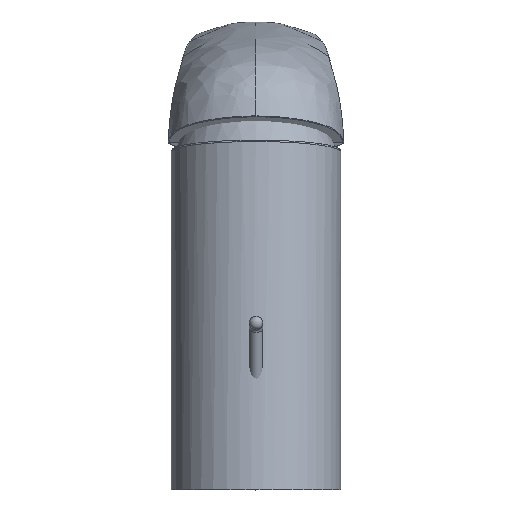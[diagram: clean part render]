
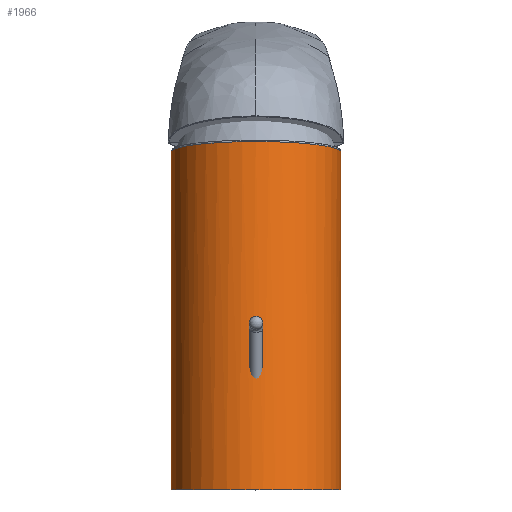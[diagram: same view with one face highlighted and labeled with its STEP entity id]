
A CAD part, left-side view. The second image highlights one B-rep face of the part: STEP entity #1966.
In plain terms, the highlighted cylindrical face has radius 25 mm (diameter 50 mm), a partial arc.
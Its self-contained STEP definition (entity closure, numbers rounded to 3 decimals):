
#218=B_SPLINE_CURVE_WITH_KNOTS('',3,(#7479,#7480,#7481,#7482),
 .UNSPECIFIED.,.F.,.F.,(4,4),(0.006,0.99),
 .UNSPECIFIED.);
#224=B_SPLINE_CURVE_WITH_KNOTS('',3,(#7626,#7627,#7628,#7629),
 .UNSPECIFIED.,.F.,.F.,(4,4),(0.,1.),.UNSPECIFIED.);
#227=B_SPLINE_CURVE_WITH_KNOTS('',3,(#7661,#7662,#7663,#7664,#7665,#7666,
#7667,#7668,#7669,#7670,#7671,#7672,#7673,#7674,#7675,#7676,#7677,#7678,
#7679,#7680,#7681),.UNSPECIFIED.,.F.,.F.,(4,1,1,1,1,1,1,1,1,1,1,1,1,1,1,
1,1,1,4),(-0.039,-0.034,-0.029,-0.024,
-0.02,-0.015,-0.012,-0.01,
-0.005,0.,0.005,0.01,
0.015,0.02,0.024,0.027,
0.029,0.034,0.039),.UNSPECIFIED.);
#389=ELLIPSE('',#2888,25.188,25.);
#842=ORIENTED_EDGE('',*,*,#1145,.F.);
#843=ORIENTED_EDGE('',*,*,#1142,.F.);
#844=ORIENTED_EDGE('',*,*,#1146,.T.);
#845=ORIENTED_EDGE('',*,*,#1136,.T.);
#1136=EDGE_CURVE('',#1334,#1335,#218,.T.);
#1142=EDGE_CURVE('',#1338,#1339,#224,.F.);
#1145=EDGE_CURVE('',#1339,#1335,#389,.F.);
#1146=EDGE_CURVE('',#1338,#1334,#227,.T.);
#1334=VERTEX_POINT('',#7483);
#1335=VERTEX_POINT('',#7484);
#1338=VERTEX_POINT('',#7625);
#1339=VERTEX_POINT('',#7630);
#1604=EDGE_LOOP('',(#842,#843,#844,#845));
#1797=FACE_BOUND('',#1604,.T.);
#1839=CYLINDRICAL_SURFACE('',#2887,25.);
#1966=ADVANCED_FACE('',(#1797),#1839,.T.);
#2887=AXIS2_PLACEMENT_3D('',#7659,#3296,#3297);
#2888=AXIS2_PLACEMENT_3D('',#7660,#3298,#3299);
#3296=DIRECTION('',(-0.122,0.,-0.993));
#3297=DIRECTION('',(-0.993,0.,0.122));
#3298=DIRECTION('',(0.,0.,1.));
#3299=DIRECTION('',(-1.,0.,0.));
#7479=CARTESIAN_POINT('',(12.356,25.,100.628));
#7480=CARTESIAN_POINT('',(8.278,25.,67.418));
#7481=CARTESIAN_POINT('',(4.2,25.,34.209));
#7482=CARTESIAN_POINT('',(0.123,25.,1.));
#7483=CARTESIAN_POINT('',(12.356,25.,100.628));
#7484=CARTESIAN_POINT('',(0.123,25.,1.));
#7625=CARTESIAN_POINT('',(12.356,-25.,100.628));
#7626=CARTESIAN_POINT('',(0.123,-25.,1.));
#7627=CARTESIAN_POINT('',(4.2,-25.,34.209));
#7628=CARTESIAN_POINT('',(8.278,-25.,67.418));
#7629=CARTESIAN_POINT('',(12.356,-25.,100.628));
#7630=CARTESIAN_POINT('',(0.123,-25.,1.));
#7659=CARTESIAN_POINT('',(12.429,0.,101.223));
#7660=CARTESIAN_POINT('',(0.123,0.,1.));
#7661=CARTESIAN_POINT('',(12.356,-25.,100.628));
#7662=CARTESIAN_POINT('',(10.718,-25.,100.829));
#7663=CARTESIAN_POINT('',(7.506,-24.682,101.223));
#7664=CARTESIAN_POINT('',(2.79,-23.242,101.802));
#7665=CARTESIAN_POINT('',(-1.488,-20.942,102.327));
#7666=CARTESIAN_POINT('',(-5.303,-17.792,102.796));
#7667=CARTESIAN_POINT('',(-7.865,-14.652,103.111));
#7668=CARTESIAN_POINT('',(-9.556,-11.818,103.318));
#7669=CARTESIAN_POINT('',(-10.938,-8.879,103.488));
#7670=CARTESIAN_POINT('',(-12.133,-4.952,103.635));
#7671=CARTESIAN_POINT('',(-12.618,0.015,103.694));
#7672=CARTESIAN_POINT('',(-12.142,4.89,103.636));
#7673=CARTESIAN_POINT('',(-10.713,9.636,103.46));
#7674=CARTESIAN_POINT('',(-8.43,13.947,103.18));
#7675=CARTESIAN_POINT('',(-5.304,17.791,102.796));
#7676=CARTESIAN_POINT('',(-2.187,20.373,102.413));
#7677=CARTESIAN_POINT('',(0.626,22.076,102.068));
#7678=CARTESIAN_POINT('',(3.542,23.468,101.71));
#7679=CARTESIAN_POINT('',(7.445,24.672,101.231));
#7680=CARTESIAN_POINT('',(10.718,25.,100.829));
#7681=CARTESIAN_POINT('',(12.356,25.,100.628));
